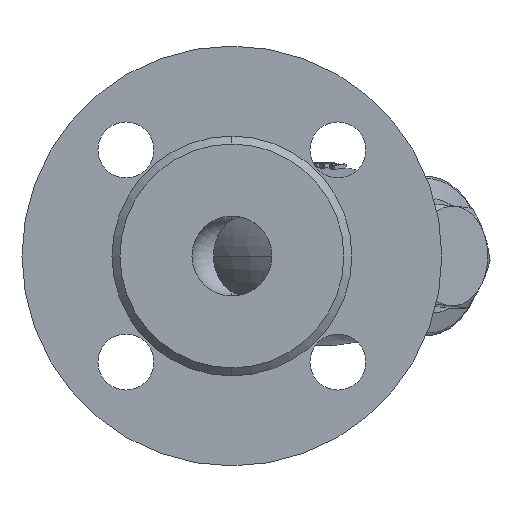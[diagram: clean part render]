
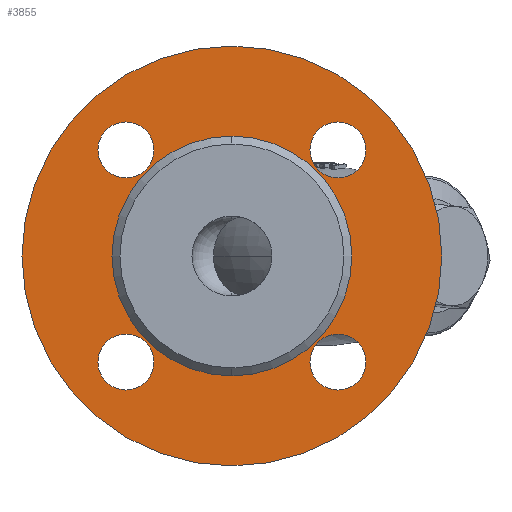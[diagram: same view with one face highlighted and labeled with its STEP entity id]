
A CAD part, left-side view. The second image highlights one B-rep face of the part: STEP entity #3855.
In plain terms, the highlighted planar face has unit normal (-1, 0, 0).
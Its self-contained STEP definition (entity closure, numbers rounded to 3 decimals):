
#64 = CIRCLE ( 'NONE', #10944, 7. ) ;
#138 = CARTESIAN_POINT ( 'NONE',  ( -73., 0., 0. ) ) ;
#169 = DIRECTION ( 'NONE',  ( -1., 0., 0. ) ) ;
#199 = CIRCLE ( 'NONE', #3672, 52.5 ) ;
#251 = CIRCLE ( 'NONE', #9420, 30. ) ;
#277 = EDGE_CURVE ( 'NONE', #804, #3883, #8814, .T. ) ;
#309 = DIRECTION ( 'NONE',  ( 0., 0., 1. ) ) ;
#517 = EDGE_CURVE ( 'NONE', #11993, #5048, #7952, .T. ) ;
#704 = EDGE_CURVE ( 'NONE', #9180, #7607, #5776, .T. ) ;
#789 = ORIENTED_EDGE ( 'NONE', *, *, #8152, .F. ) ;
#802 = DIRECTION ( 'NONE',  ( -1., 0., 0. ) ) ;
#804 = VERTEX_POINT ( 'NONE', #1895 ) ;
#831 = CARTESIAN_POINT ( 'NONE',  ( -73., 26.517, 33.517 ) ) ;
#850 = DIRECTION ( 'NONE',  ( 0., 0., 1. ) ) ;
#896 = FACE_BOUND ( 'NONE', #2567, .T. ) ;
#908 = DIRECTION ( 'NONE',  ( -1., 0., 0. ) ) ;
#917 = CARTESIAN_POINT ( 'NONE',  ( -73., -26.517, -26.517 ) ) ;
#1096 = CARTESIAN_POINT ( 'NONE',  ( -73., 26.517, -19.517 ) ) ;
#1108 = CARTESIAN_POINT ( 'NONE',  ( -73., 0., 0. ) ) ;
#1446 = CARTESIAN_POINT ( 'NONE',  ( -73., 26.517, 26.517 ) ) ;
#1459 = DIRECTION ( 'NONE',  ( -1., 0., 0. ) ) ;
#1613 = AXIS2_PLACEMENT_3D ( 'NONE', #3044, #4902, #5179 ) ;
#1764 = EDGE_CURVE ( 'NONE', #9382, #5276, #8400, .T. ) ;
#1848 = CARTESIAN_POINT ( 'NONE',  ( -73., 52.5, 0. ) ) ;
#1895 = CARTESIAN_POINT ( 'NONE',  ( -73., 26.517, 19.517 ) ) ;
#1917 = EDGE_LOOP ( 'NONE', ( #12430, #11619 ) ) ;
#1974 = CIRCLE ( 'NONE', #12886, 7. ) ;
#1988 = DIRECTION ( 'NONE',  ( 0., 0., 1. ) ) ;
#1994 = AXIS2_PLACEMENT_3D ( 'NONE', #1446, #10725, #9716 ) ;
#2154 = CARTESIAN_POINT ( 'NONE',  ( -73., 0., -30. ) ) ;
#2175 = AXIS2_PLACEMENT_3D ( 'NONE', #3496, #11959, #10866 ) ;
#2189 = CARTESIAN_POINT ( 'NONE',  ( -73., -26.517, 26.517 ) ) ;
#2411 = CARTESIAN_POINT ( 'NONE',  ( -73., -26.517, -19.517 ) ) ;
#2567 = EDGE_LOOP ( 'NONE', ( #8466, #4765 ) ) ;
#2595 = EDGE_CURVE ( 'NONE', #10445, #3242, #4142, .T. ) ;
#2750 = CARTESIAN_POINT ( 'NONE',  ( -73., -26.517, 33.517 ) ) ;
#2869 = FACE_BOUND ( 'NONE', #9603, .T. ) ;
#3005 = FACE_BOUND ( 'NONE', #9226, .T. ) ;
#3006 = DIRECTION ( 'NONE',  ( 0., 0., 1. ) ) ;
#3044 = CARTESIAN_POINT ( 'NONE',  ( -73., 26.517, 26.517 ) ) ;
#3159 = DIRECTION ( 'NONE',  ( -1., 0., 0. ) ) ;
#3242 = VERTEX_POINT ( 'NONE', #2154 ) ;
#3496 = CARTESIAN_POINT ( 'NONE',  ( -73., 0., 0. ) ) ;
#3672 = AXIS2_PLACEMENT_3D ( 'NONE', #138, #4101, #3006 ) ;
#3855 = ADVANCED_FACE ( 'NONE', ( #10113, #13179, #9240, #2869, #896, #3005 ), #5897, .F. ) ;
#3883 = VERTEX_POINT ( 'NONE', #831 ) ;
#4101 = DIRECTION ( 'NONE',  ( -1., 0., 0. ) ) ;
#4142 = CIRCLE ( 'NONE', #2175, 30. ) ;
#4394 = AXIS2_PLACEMENT_3D ( 'NONE', #917, #9386, #850 ) ;
#4539 = EDGE_CURVE ( 'NONE', #12090, #7263, #1974, .T. ) ;
#4765 = ORIENTED_EDGE ( 'NONE', *, *, #8822, .F. ) ;
#4902 = DIRECTION ( 'NONE',  ( -1., 0., 0. ) ) ;
#4904 = AXIS2_PLACEMENT_3D ( 'NONE', #1108, #3159, #7336 ) ;
#5001 = ORIENTED_EDGE ( 'NONE', *, *, #5321, .F. ) ;
#5048 = VERTEX_POINT ( 'NONE', #2411 ) ;
#5179 = DIRECTION ( 'NONE',  ( 0., 0., 1. ) ) ;
#5276 = VERTEX_POINT ( 'NONE', #6667 ) ;
#5321 = EDGE_CURVE ( 'NONE', #5048, #11993, #8326, .T. ) ;
#5511 = CARTESIAN_POINT ( 'NONE',  ( -73., 26.517, -26.517 ) ) ;
#5544 = DIRECTION ( 'NONE',  ( -1., 0., 0. ) ) ;
#5708 = EDGE_CURVE ( 'NONE', #3242, #10445, #251, .T. ) ;
#5776 = CIRCLE ( 'NONE', #4904, 52.5 ) ;
#5897 = PLANE ( 'NONE',  #5927 ) ;
#5927 = AXIS2_PLACEMENT_3D ( 'NONE', #1848, #7056, #11193 ) ;
#6008 = ORIENTED_EDGE ( 'NONE', *, *, #6263, .F. ) ;
#6083 = CARTESIAN_POINT ( 'NONE',  ( -73., -26.517, -33.517 ) ) ;
#6263 = EDGE_CURVE ( 'NONE', #3883, #804, #9425, .T. ) ;
#6429 = AXIS2_PLACEMENT_3D ( 'NONE', #6725, #1459, #12931 ) ;
#6667 = CARTESIAN_POINT ( 'NONE',  ( -73., -26.517, 19.517 ) ) ;
#6725 = CARTESIAN_POINT ( 'NONE',  ( -73., -26.517, -26.517 ) ) ;
#6921 = EDGE_LOOP ( 'NONE', ( #7228, #11926 ) ) ;
#7041 = DIRECTION ( 'NONE',  ( 0., 0., 1. ) ) ;
#7056 = DIRECTION ( 'NONE',  ( 1., 0., 0. ) ) ;
#7228 = ORIENTED_EDGE ( 'NONE', *, *, #10027, .T. ) ;
#7263 = VERTEX_POINT ( 'NONE', #1096 ) ;
#7336 = DIRECTION ( 'NONE',  ( 0., 0., 1. ) ) ;
#7607 = VERTEX_POINT ( 'NONE', #11791 ) ;
#7952 = CIRCLE ( 'NONE', #6429, 7. ) ;
#8015 = ORIENTED_EDGE ( 'NONE', *, *, #517, .F. ) ;
#8152 = EDGE_CURVE ( 'NONE', #7263, #12090, #64, .T. ) ;
#8326 = CIRCLE ( 'NONE', #4394, 7. ) ;
#8328 = CARTESIAN_POINT ( 'NONE',  ( -73., -26.517, 26.517 ) ) ;
#8400 = CIRCLE ( 'NONE', #10564, 7. ) ;
#8449 = CARTESIAN_POINT ( 'NONE',  ( -73., 26.517, -33.517 ) ) ;
#8466 = ORIENTED_EDGE ( 'NONE', *, *, #1764, .F. ) ;
#8537 = CARTESIAN_POINT ( 'NONE',  ( -73., 26.517, -26.517 ) ) ;
#8603 = DIRECTION ( 'NONE',  ( 0., 0., 1. ) ) ;
#8814 = CIRCLE ( 'NONE', #1613, 7. ) ;
#8822 = EDGE_CURVE ( 'NONE', #5276, #9382, #9009, .T. ) ;
#9009 = CIRCLE ( 'NONE', #13135, 7. ) ;
#9151 = CARTESIAN_POINT ( 'NONE',  ( -73., 0., 30. ) ) ;
#9180 = VERTEX_POINT ( 'NONE', #10477 ) ;
#9226 = EDGE_LOOP ( 'NONE', ( #6008, #13017 ) ) ;
#9240 = FACE_BOUND ( 'NONE', #11443, .T. ) ;
#9382 = VERTEX_POINT ( 'NONE', #2750 ) ;
#9386 = DIRECTION ( 'NONE',  ( -1., 0., 0. ) ) ;
#9420 = AXIS2_PLACEMENT_3D ( 'NONE', #13281, #802, #11162 ) ;
#9425 = CIRCLE ( 'NONE', #1994, 7. ) ;
#9603 = EDGE_LOOP ( 'NONE', ( #5001, #8015 ) ) ;
#9716 = DIRECTION ( 'NONE',  ( 0., 0., 1. ) ) ;
#10027 = EDGE_CURVE ( 'NONE', #7607, #9180, #199, .T. ) ;
#10113 = FACE_BOUND ( 'NONE', #1917, .T. ) ;
#10445 = VERTEX_POINT ( 'NONE', #9151 ) ;
#10477 = CARTESIAN_POINT ( 'NONE',  ( -73., 0., -52.5 ) ) ;
#10564 = AXIS2_PLACEMENT_3D ( 'NONE', #8328, #11316, #7041 ) ;
#10725 = DIRECTION ( 'NONE',  ( -1., 0., 0. ) ) ;
#10866 = DIRECTION ( 'NONE',  ( 0., 0., 1. ) ) ;
#10944 = AXIS2_PLACEMENT_3D ( 'NONE', #8537, #5544, #8603 ) ;
#11162 = DIRECTION ( 'NONE',  ( 0., 0., 1. ) ) ;
#11193 = DIRECTION ( 'NONE',  ( 0., 0., -1. ) ) ;
#11316 = DIRECTION ( 'NONE',  ( -1., 0., 0. ) ) ;
#11443 = EDGE_LOOP ( 'NONE', ( #789, #13248 ) ) ;
#11619 = ORIENTED_EDGE ( 'NONE', *, *, #2595, .F. ) ;
#11791 = CARTESIAN_POINT ( 'NONE',  ( -73., 0., 52.5 ) ) ;
#11926 = ORIENTED_EDGE ( 'NONE', *, *, #704, .T. ) ;
#11959 = DIRECTION ( 'NONE',  ( -1., 0., 0. ) ) ;
#11993 = VERTEX_POINT ( 'NONE', #6083 ) ;
#12090 = VERTEX_POINT ( 'NONE', #8449 ) ;
#12430 = ORIENTED_EDGE ( 'NONE', *, *, #5708, .F. ) ;
#12886 = AXIS2_PLACEMENT_3D ( 'NONE', #5511, #169, #309 ) ;
#12931 = DIRECTION ( 'NONE',  ( 0., 0., 1. ) ) ;
#13017 = ORIENTED_EDGE ( 'NONE', *, *, #277, .F. ) ;
#13135 = AXIS2_PLACEMENT_3D ( 'NONE', #2189, #908, #1988 ) ;
#13179 = FACE_OUTER_BOUND ( 'NONE', #6921, .T. ) ;
#13248 = ORIENTED_EDGE ( 'NONE', *, *, #4539, .F. ) ;
#13281 = CARTESIAN_POINT ( 'NONE',  ( -73., 0., 0. ) ) ;
